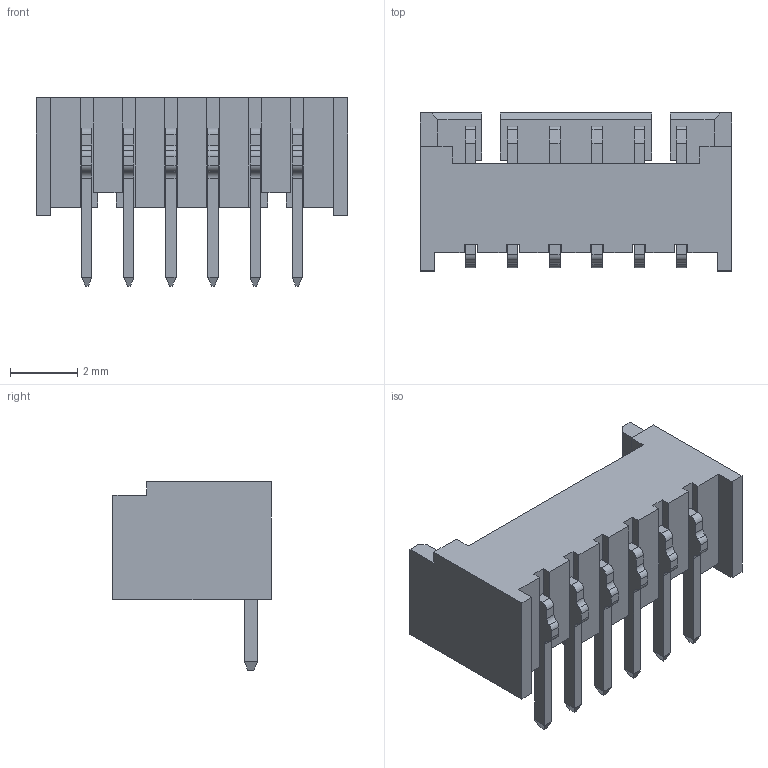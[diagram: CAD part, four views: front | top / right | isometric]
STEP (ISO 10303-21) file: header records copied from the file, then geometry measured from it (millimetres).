
FILE_DESCRIPTION((''),'2;1');
FILE_NAME('FWF12507-S06B24W5B','2025-09-29T',('工程三'),(''),'PRO/ENGINEER BY PARAMETRIC TECHNOLOGY CORPORATION, 2010280','PRO/ENGINEER BY PARAMETRIC TECHNOLOGY CORPORATION, 2010280','');
FILE_SCHEMA(('CONFIG_CONTROL_DESIGN'));
Length unit declared in the file: millimetre
Products named in the file (1): FWF12507-S06B24W5B
Bounding box: 9.25 x 4.7 x 5.6 mm (x, y, z)
Volume: 63.6 mm3; surface area: 283.5 mm2
Topology: 1 solids, 1 shells, 239 faces, 645 edges, 414 vertices
Faces by surface type: plane 197, cylinder 42
Entity records: 7397 total; most frequent: CARTESIAN_POINT 1298, ORIENTED_EDGE 1290, DIRECTION 1207, EDGE_CURVE 645, VECTOR 561, LINE 561, VERTEX_POINT 414, AXIS2_PLACEMENT_3D 323
